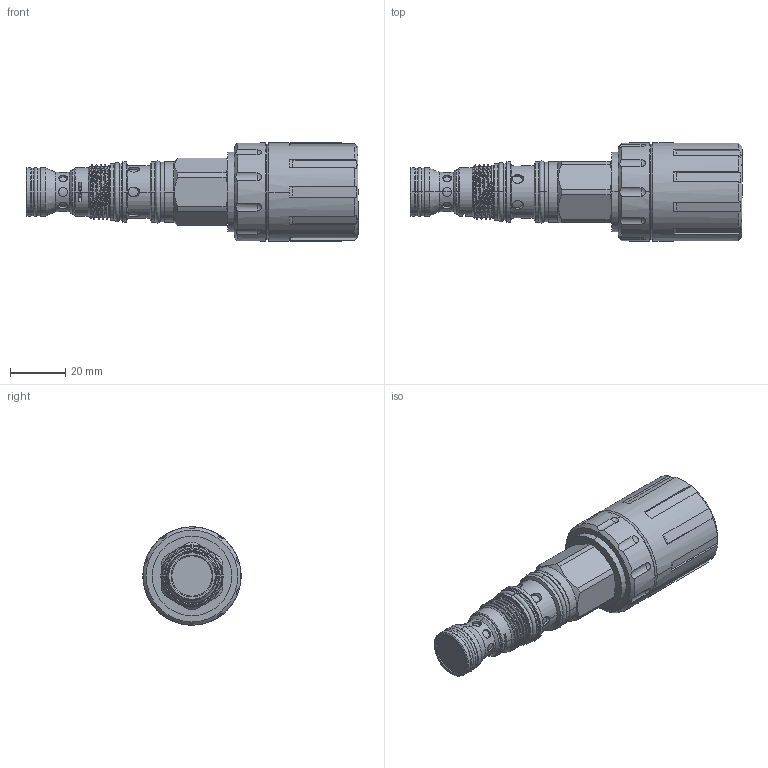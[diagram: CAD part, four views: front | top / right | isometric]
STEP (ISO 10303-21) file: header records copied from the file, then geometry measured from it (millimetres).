
FILE_DESCRIPTION (( 'STEP AP203' ), '1' );
FILE_NAME ('DT11A3A14R.STEP', '2025-02-07T05:17:50', ( '' ), ( '' ), 'SwSTEP 2.0', 'SolidWorks 2018', '' );
FILE_SCHEMA (( 'CONFIG_CONTROL_DESIGN' ));
Length unit declared in the file: millimetre
Products named in the file (1): DT11A3A14R
Bounding box: 120.36 x 35.6 x 35.6 mm (x, y, z)
Volume: 67478.4 mm3; surface area: 13771.8 mm2
Topology: 1 solids, 3 shells, 405 faces, 1016 edges, 658 vertices
Faces by surface type: cylinder 162, plane 160, cone 53, torus 13, sphere 10, bspline 7
Entity records: 15802 total; most frequent: CARTESIAN_POINT 6209, ORIENTED_EDGE 2032, DIRECTION 1903, EDGE_CURVE 1016, AXIS2_PLACEMENT_3D 704, VERTEX_POINT 658, VECTOR 495, LINE 495
